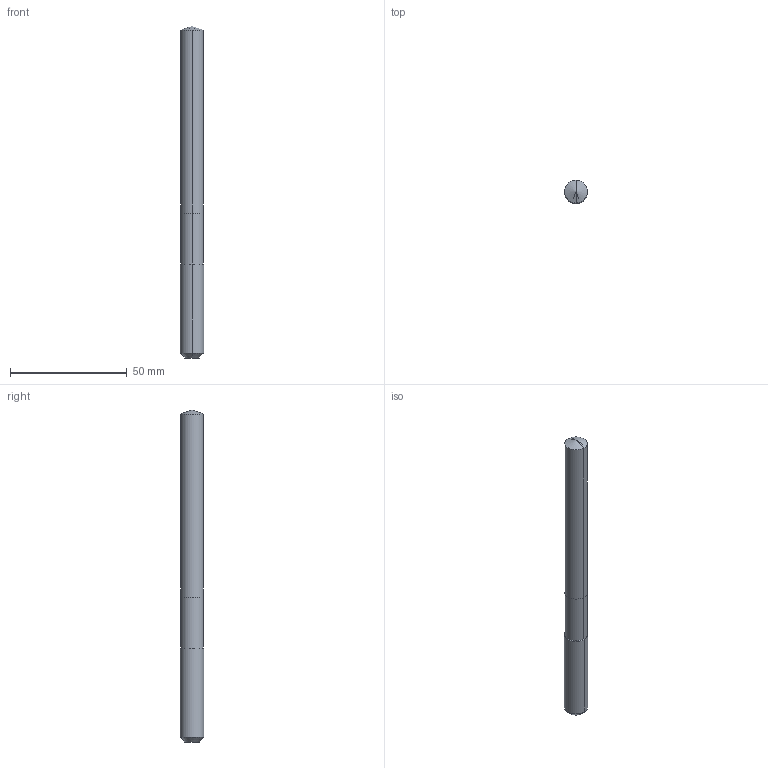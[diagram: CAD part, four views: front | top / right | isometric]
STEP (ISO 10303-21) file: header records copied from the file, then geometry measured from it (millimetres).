
FILE_DESCRIPTION((''),'2;1');
FILE_NAME('607838080-000_ASM','2025-03-02T01:22:26',('AAD_4'),(''),'CREO PARAMETRIC BY PTC INC, 2021184','CREO PARAMETRIC BY PTC INC, 2021184','');
FILE_SCHEMA(('AP242_MANAGED_MODEL_BASED_3D_ENGINEERING_MIM_LF { 1 0 10303 442 1 1 4 }'));
Length unit declared in the file: millimetre
Products named in the file (3): 607924572-000_PRT; 607924576-000_PRT; 607838080-000_ASM
Assembly tree (2 placements, depth 2):
  607838080-000_ASM
    607924572-000_PRT
    607924576-000_PRT
Bounding box: 10 x 10 x 142 mm (x, y, z)
Volume: 10386.4 mm3; surface area: 4541.2 mm2
Topology: 2 solids, 2 shells, 15 faces, 37 edges, 26 vertices
Faces by surface type: cylinder 6, cone 6, plane 3
Entity records: 1421 total; most frequent: DIRECTION 156, CARTESIAN_POINT 120, PROPERTY_DEFINITION 89, REPRESENTATION 87, PROPERTY_DEFINITION_REPRESENTATION 87, GENERAL_PROPERTY 70, GENERAL_PROPERTY_ASSOCIATION 70, AXIS2_PLACEMENT_3D 63
